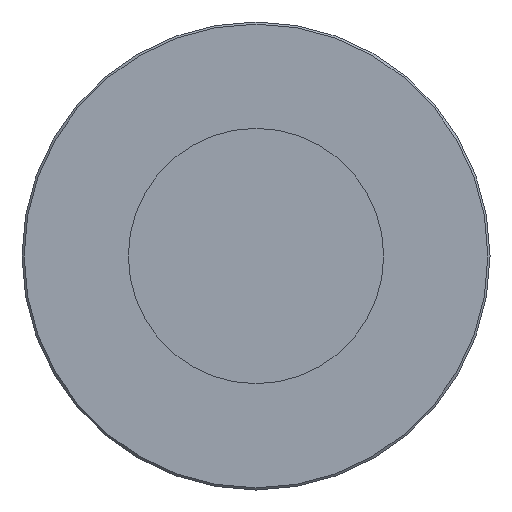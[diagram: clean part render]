
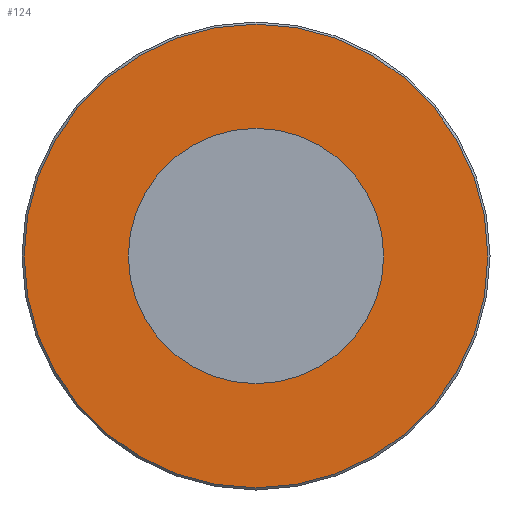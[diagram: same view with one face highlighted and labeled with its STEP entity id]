
A CAD part, left-side view. The second image highlights one B-rep face of the part: STEP entity #124.
In plain terms, the highlighted planar face has unit normal (-1, 0, 0).
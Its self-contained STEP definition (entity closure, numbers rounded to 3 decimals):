
#20=PLANE('',#146);
#29=FACE_BOUND('',#58,.T.);
#39=FACE_OUTER_BOUND('',#57,.T.);
#57=EDGE_LOOP('',(#107));
#58=EDGE_LOOP('',(#108));
#67=CIRCLE('',#138,6.);
#70=CIRCLE('',#145,10.9);
#77=VERTEX_POINT('',#209);
#80=VERTEX_POINT('',#219);
#87=EDGE_CURVE('',#77,#77,#67,.T.);
#90=EDGE_CURVE('',#80,#80,#70,.T.);
#107=ORIENTED_EDGE('',*,*,#90,.F.);
#108=ORIENTED_EDGE('',*,*,#87,.T.);
#124=ADVANCED_FACE('',(#39,#29),#20,.F.);
#138=AXIS2_PLACEMENT_3D('',#210,#170,#171);
#145=AXIS2_PLACEMENT_3D('',#220,#184,#185);
#146=AXIS2_PLACEMENT_3D('',#221,#186,#187);
#170=DIRECTION('center_axis',(1.,0.,0.));
#171=DIRECTION('ref_axis',(0.,0.,-1.));
#184=DIRECTION('center_axis',(1.,0.,0.));
#185=DIRECTION('ref_axis',(0.,-1.,0.));
#186=DIRECTION('center_axis',(1.,0.,0.));
#187=DIRECTION('ref_axis',(0.,0.,-1.));
#209=CARTESIAN_POINT('',(0.,0.,6.));
#210=CARTESIAN_POINT('Origin',(0.,0.,0.));
#219=CARTESIAN_POINT('',(0.,10.9,0.));
#220=CARTESIAN_POINT('Origin',(0.,0.,0.));
#221=CARTESIAN_POINT('Origin',(0.,0.,0.));
